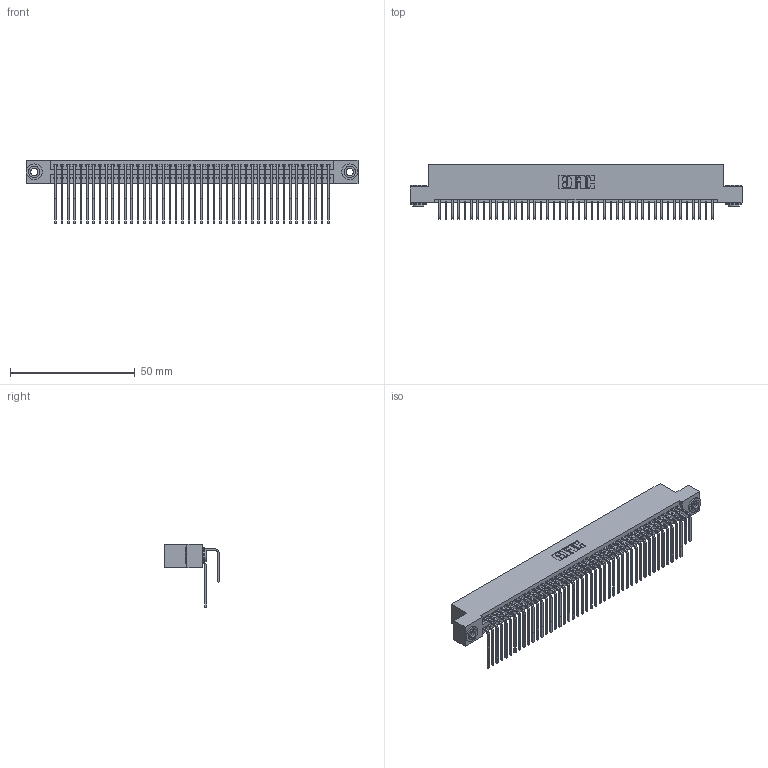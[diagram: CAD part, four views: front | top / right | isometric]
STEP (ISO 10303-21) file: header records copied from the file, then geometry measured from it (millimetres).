
FILE_DESCRIPTION (( 'STEP AP203' ), '1' );
FILE_NAME ('345-088-558-203.STEP', '2018-10-04T14:55:34', ( '' ), ( '' ), 'SwSTEP 2.0', 'SolidWorks 2016', '' );
FILE_SCHEMA (( 'CONFIG_CONTROL_DESIGN' ));
Length unit declared in the file: inch
Products named in the file (5): 345 Part_Flush Mounting Lugs - 0.156 Dia-TH; 345-088-558-203; 345-292-001_558 Tail - 2; 345-292-001_558 559 Tail - 1; 345-250-002_345-250-002-102
Assembly tree (91 placements, depth 2):
  345-088-558-203
    345 Part_Flush Mounting Lugs - 0.156 Dia-TH
    345-292-001_558 559 Tail - 1  x44
    345-292-001_558 Tail - 2  x44
    345-250-002_345-250-002-102  x2
Bounding box: 132.97 x 21.83 x 25.53 mm (x, y, z)
Volume: 13462.3 mm3; surface area: 22530.4 mm2
Topology: 91 solids, 91 shells, 4740 faces, 14057 edges, 9250 vertices
Faces by surface type: plane 3170, cylinder 1562, cone 8
Entity records: 36556 total; most frequent: CARTESIAN_POINT 6146, ORIENTED_EDGE 6022, DIRECTION 5421, EDGE_CURVE 3011, LINE 2639, VECTOR 2639, VERTEX_POINT 2002, AXIS2_PLACEMENT_3D 1391
